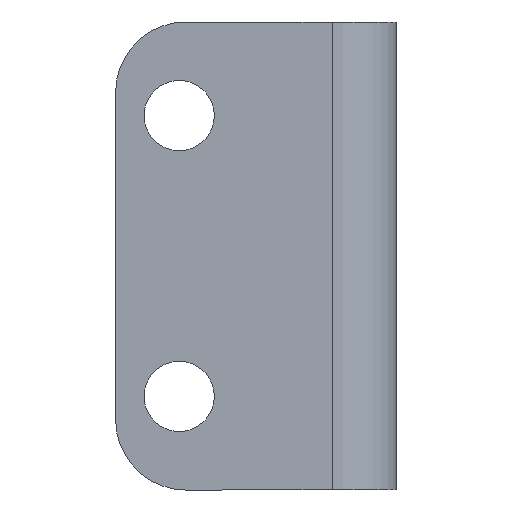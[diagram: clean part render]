
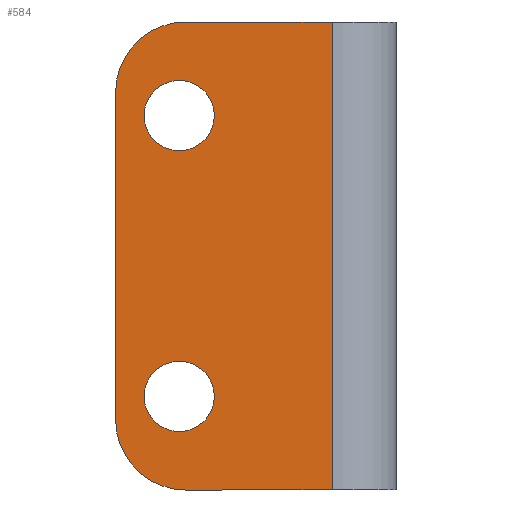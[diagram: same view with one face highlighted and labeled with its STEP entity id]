
A CAD part, front view. The second image highlights one B-rep face of the part: STEP entity #584.
In plain terms, the highlighted planar face has unit normal (0, -1, 0).
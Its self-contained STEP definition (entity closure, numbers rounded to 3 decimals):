
#6 = EDGE_CURVE ( 'NONE', #149, #323, #629, .T. ) ;
#33 = EDGE_CURVE ( 'NONE', #776, #586, #182, .T. ) ;
#36 = DIRECTION ( 'NONE',  ( 0., 1., 0. ) ) ;
#37 = CARTESIAN_POINT ( 'NONE',  ( 2.72, 0., -6. ) ) ;
#41 = AXIS2_PLACEMENT_3D ( 'NONE', #209, #36, #456 ) ;
#74 = ORIENTED_EDGE ( 'NONE', *, *, #399, .T. ) ;
#76 = VECTOR ( 'NONE', #574, 1000. ) ;
#85 = CARTESIAN_POINT ( 'NONE',  ( 3., 0., -10. ) ) ;
#87 = DIRECTION ( 'NONE',  ( 0., 0., 1. ) ) ;
#89 = CARTESIAN_POINT ( 'NONE',  ( 2.72, 0., 6. ) ) ;
#93 = AXIS2_PLACEMENT_3D ( 'NONE', #607, #707, #686 ) ;
#106 = CARTESIAN_POINT ( 'NONE',  ( 3., 0., 10. ) ) ;
#115 = FACE_BOUND ( 'NONE', #598, .T. ) ;
#121 = EDGE_CURVE ( 'NONE', #323, #725, #304, .T. ) ;
#136 = CARTESIAN_POINT ( 'NONE',  ( 0., 0., -7. ) ) ;
#148 = DIRECTION ( 'NONE',  ( 0., 1., 0. ) ) ;
#149 = VERTEX_POINT ( 'NONE', #266 ) ;
#157 = ORIENTED_EDGE ( 'NONE', *, *, #6, .F. ) ;
#165 = CIRCLE ( 'NONE', #268, 1.5 ) ;
#167 = VERTEX_POINT ( 'NONE', #382 ) ;
#182 = LINE ( 'NONE', #426, #187 ) ;
#187 = VECTOR ( 'NONE', #223, 1000. ) ;
#189 = CIRCLE ( 'NONE', #488, 3. ) ;
#209 = CARTESIAN_POINT ( 'NONE',  ( 3., 0., -7. ) ) ;
#223 = DIRECTION ( 'NONE',  ( 1., 0., 0. ) ) ;
#231 = AXIS2_PLACEMENT_3D ( 'NONE', #749, #386, #443 ) ;
#240 = CIRCLE ( 'NONE', #299, 1.5 ) ;
#242 = EDGE_CURVE ( 'NONE', #392, #586, #643, .T. ) ;
#252 = ORIENTED_EDGE ( 'NONE', *, *, #121, .F. ) ;
#266 = CARTESIAN_POINT ( 'NONE',  ( 3., 0., -10. ) ) ;
#267 = DIRECTION ( 'NONE',  ( 0., 0., 1. ) ) ;
#268 = AXIS2_PLACEMENT_3D ( 'NONE', #37, #458, #779 ) ;
#282 = CIRCLE ( 'NONE', #231, 1.5 ) ;
#288 = ORIENTED_EDGE ( 'NONE', *, *, #307, .T. ) ;
#299 = AXIS2_PLACEMENT_3D ( 'NONE', #89, #148, #267 ) ;
#304 = LINE ( 'NONE', #136, #333 ) ;
#307 = EDGE_CURVE ( 'NONE', #547, #167, #165, .T. ) ;
#323 = VERTEX_POINT ( 'NONE', #585 ) ;
#333 = VECTOR ( 'NONE', #682, 1000. ) ;
#357 = FACE_BOUND ( 'NONE', #700, .T. ) ;
#358 = ORIENTED_EDGE ( 'NONE', *, *, #505, .F. ) ;
#363 = ORIENTED_EDGE ( 'NONE', *, *, #468, .T. ) ;
#366 = CIRCLE ( 'NONE', #383, 1.5 ) ;
#373 = DIRECTION ( 'NONE',  ( 0., 1., 0. ) ) ;
#375 = EDGE_CURVE ( 'NONE', #610, #770, #366, .T. ) ;
#382 = CARTESIAN_POINT ( 'NONE',  ( 2.72, 0., -4.5 ) ) ;
#383 = AXIS2_PLACEMENT_3D ( 'NONE', #765, #373, #645 ) ;
#386 = DIRECTION ( 'NONE',  ( 0., 1., 0. ) ) ;
#389 = CARTESIAN_POINT ( 'NONE',  ( 0., 0., 7. ) ) ;
#392 = VERTEX_POINT ( 'NONE', #569 ) ;
#393 = CARTESIAN_POINT ( 'NONE',  ( 3., 0., 7. ) ) ;
#399 = EDGE_CURVE ( 'NONE', #770, #610, #240, .T. ) ;
#405 = DIRECTION ( 'NONE',  ( 0., 0., 1. ) ) ;
#422 = PLANE ( 'NONE',  #93 ) ;
#426 = CARTESIAN_POINT ( 'NONE',  ( 3., 0., 10. ) ) ;
#429 = CARTESIAN_POINT ( 'NONE',  ( 2.72, 0., 7.5 ) ) ;
#443 = DIRECTION ( 'NONE',  ( 0., 0., 1. ) ) ;
#456 = DIRECTION ( 'NONE',  ( 0., 0., -1. ) ) ;
#458 = DIRECTION ( 'NONE',  ( 0., 1., 0. ) ) ;
#468 = EDGE_CURVE ( 'NONE', #167, #547, #282, .T. ) ;
#481 = ORIENTED_EDGE ( 'NONE', *, *, #33, .F. ) ;
#486 = FACE_OUTER_BOUND ( 'NONE', #603, .T. ) ;
#488 = AXIS2_PLACEMENT_3D ( 'NONE', #393, #642, #87 ) ;
#495 = CARTESIAN_POINT ( 'NONE',  ( 9.25, 0., 10. ) ) ;
#505 = EDGE_CURVE ( 'NONE', #392, #149, #640, .T. ) ;
#544 = ORIENTED_EDGE ( 'NONE', *, *, #242, .T. ) ;
#547 = VERTEX_POINT ( 'NONE', #665 ) ;
#569 = CARTESIAN_POINT ( 'NONE',  ( 9.25, 0., -10. ) ) ;
#574 = DIRECTION ( 'NONE',  ( -1., 0., 0. ) ) ;
#584 = ADVANCED_FACE ( 'NONE', ( #115, #357, #486 ), #422, .F. ) ;
#585 = CARTESIAN_POINT ( 'NONE',  ( 0., 0., -7. ) ) ;
#586 = VERTEX_POINT ( 'NONE', #495 ) ;
#598 = EDGE_LOOP ( 'NONE', ( #74, #750 ) ) ;
#603 = EDGE_LOOP ( 'NONE', ( #544, #481, #731, #252, #157, #358 ) ) ;
#607 = CARTESIAN_POINT ( 'NONE',  ( 3., 0., 7. ) ) ;
#610 = VERTEX_POINT ( 'NONE', #429 ) ;
#629 = CIRCLE ( 'NONE', #41, 3. ) ;
#640 = LINE ( 'NONE', #85, #76 ) ;
#642 = DIRECTION ( 'NONE',  ( 0., 1., 0. ) ) ;
#643 = LINE ( 'NONE', #647, #722 ) ;
#645 = DIRECTION ( 'NONE',  ( 0., 0., 1. ) ) ;
#647 = CARTESIAN_POINT ( 'NONE',  ( 9.25, 0., -10. ) ) ;
#665 = CARTESIAN_POINT ( 'NONE',  ( 2.72, 0., -7.5 ) ) ;
#682 = DIRECTION ( 'NONE',  ( 0., 0., 1. ) ) ;
#686 = DIRECTION ( 'NONE',  ( 0., 0., 1. ) ) ;
#700 = EDGE_LOOP ( 'NONE', ( #288, #363 ) ) ;
#707 = DIRECTION ( 'NONE',  ( 0., 1., 0. ) ) ;
#722 = VECTOR ( 'NONE', #405, 1000. ) ;
#725 = VERTEX_POINT ( 'NONE', #389 ) ;
#731 = ORIENTED_EDGE ( 'NONE', *, *, #735, .F. ) ;
#735 = EDGE_CURVE ( 'NONE', #725, #776, #189, .T. ) ;
#749 = CARTESIAN_POINT ( 'NONE',  ( 2.72, 0., -6. ) ) ;
#750 = ORIENTED_EDGE ( 'NONE', *, *, #375, .T. ) ;
#765 = CARTESIAN_POINT ( 'NONE',  ( 2.72, 0., 6. ) ) ;
#770 = VERTEX_POINT ( 'NONE', #777 ) ;
#776 = VERTEX_POINT ( 'NONE', #106 ) ;
#777 = CARTESIAN_POINT ( 'NONE',  ( 2.72, 0., 4.5 ) ) ;
#779 = DIRECTION ( 'NONE',  ( 0., 0., 1. ) ) ;
